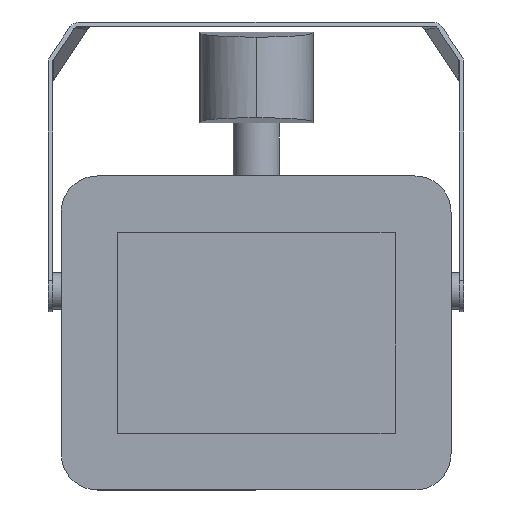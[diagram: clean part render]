
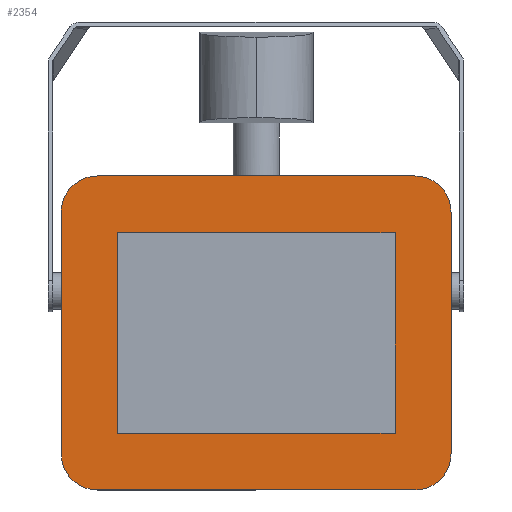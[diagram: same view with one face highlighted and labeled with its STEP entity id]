
A CAD part, top view. The second image highlights one B-rep face of the part: STEP entity #2354.
In plain terms, the highlighted planar face has unit normal (0, 0, 1).
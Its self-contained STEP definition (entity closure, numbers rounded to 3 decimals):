
#50 = DIRECTION ( 'NONE',  ( 0., 0., 1. ) ) ;
#52 = DIRECTION ( 'NONE',  ( 0., 1., 0. ) ) ;
#65 = DIRECTION ( 'NONE',  ( 1., 0., 0. ) ) ;
#98 = DIRECTION ( 'NONE',  ( 1., 0., 0. ) ) ;
#195 = ORIENTED_EDGE ( 'NONE', *, *, #1286, .T. ) ;
#215 = LINE ( 'NONE', #470, #2005 ) ;
#240 = CIRCLE ( 'NONE', #3048, 14. ) ;
#259 = VECTOR ( 'NONE', #3296, 1000. ) ;
#287 = LINE ( 'NONE', #1851, #2669 ) ;
#295 = CIRCLE ( 'NONE', #1262, 14. ) ;
#296 = VECTOR ( 'NONE', #52, 1000. ) ;
#322 = VERTEX_POINT ( 'NONE', #1953 ) ;
#357 = DIRECTION ( 'NONE',  ( 0., 0., 1. ) ) ;
#383 = DIRECTION ( 'NONE',  ( 0., 1., 0. ) ) ;
#432 = LINE ( 'NONE', #1096, #959 ) ;
#467 = CARTESIAN_POINT ( 'NONE',  ( -75.5, -60.8, 0. ) ) ;
#470 = CARTESIAN_POINT ( 'NONE',  ( 75.5, -60.8, 0. ) ) ;
#509 = VERTEX_POINT ( 'NONE', #2366 ) ;
#540 = EDGE_CURVE ( 'NONE', #3067, #2585, #2353, .T. ) ;
#543 = CARTESIAN_POINT ( 'NONE',  ( 61.5, 46.8, 0. ) ) ;
#597 = VECTOR ( 'NONE', #65, 1000. ) ;
#602 = ORIENTED_EDGE ( 'NONE', *, *, #540, .T. ) ;
#650 = ORIENTED_EDGE ( 'NONE', *, *, #1234, .T. ) ;
#656 = AXIS2_PLACEMENT_3D ( 'NONE', #3235, #2706, #1400 ) ;
#667 = CARTESIAN_POINT ( 'NONE',  ( 75.5, 46.8, 0. ) ) ;
#672 = FACE_OUTER_BOUND ( 'NONE', #1455, .T. ) ;
#676 = CARTESIAN_POINT ( 'NONE',  ( 53.8, -38.8, 0. ) ) ;
#703 = CARTESIAN_POINT ( 'NONE',  ( -75.5, -46.8, 0. ) ) ;
#709 = EDGE_CURVE ( 'NONE', #509, #1780, #1000, .T. ) ;
#750 = PLANE ( 'NONE',  #1767 ) ;
#845 = DIRECTION ( 'NONE',  ( 1., 0., 0. ) ) ;
#959 = VECTOR ( 'NONE', #383, 1000. ) ;
#963 = FACE_BOUND ( 'NONE', #2237, .T. ) ;
#986 = DIRECTION ( 'NONE',  ( 0., 0., 1. ) ) ;
#991 = DIRECTION ( 'NONE',  ( 1., 0., 0. ) ) ;
#1000 = LINE ( 'NONE', #467, #259 ) ;
#1036 = ORIENTED_EDGE ( 'NONE', *, *, #709, .T. ) ;
#1054 = EDGE_CURVE ( 'NONE', #1654, #2555, #1821, .T. ) ;
#1069 = ORIENTED_EDGE ( 'NONE', *, *, #2702, .F. ) ;
#1096 = CARTESIAN_POINT ( 'NONE',  ( -53.8, -38.8, 0. ) ) ;
#1124 = DIRECTION ( 'NONE',  ( 1., 0., 0. ) ) ;
#1212 = CARTESIAN_POINT ( 'NONE',  ( -53.8, -38.8, 0. ) ) ;
#1233 = DIRECTION ( 'NONE',  ( 1., 0., 0. ) ) ;
#1234 = EDGE_CURVE ( 'NONE', #1838, #322, #287, .T. ) ;
#1262 = AXIS2_PLACEMENT_3D ( 'NONE', #1349, #1611, #98 ) ;
#1286 = EDGE_CURVE ( 'NONE', #2909, #509, #240, .T. ) ;
#1342 = ORIENTED_EDGE ( 'NONE', *, *, #1054, .F. ) ;
#1345 = EDGE_CURVE ( 'NONE', #1780, #1801, #2392, .T. ) ;
#1349 = CARTESIAN_POINT ( 'NONE',  ( 61.5, -46.8, 0. ) ) ;
#1359 = VECTOR ( 'NONE', #1485, 1000. ) ;
#1400 = DIRECTION ( 'NONE',  ( 1., 0., 0. ) ) ;
#1455 = EDGE_LOOP ( 'NONE', ( #2695, #602, #1673, #195, #1036, #3298, #1601, #1825 ) ) ;
#1471 = VERTEX_POINT ( 'NONE', #2889 ) ;
#1485 = DIRECTION ( 'NONE',  ( -1., 0., 0. ) ) ;
#1492 = CARTESIAN_POINT ( 'NONE',  ( -53.8, 38.8, 0. ) ) ;
#1566 = EDGE_CURVE ( 'NONE', #2488, #3067, #1890, .T. ) ;
#1586 = CARTESIAN_POINT ( 'NONE',  ( 61.5, 60.8, 0. ) ) ;
#1597 = DIRECTION ( 'NONE',  ( 1., 0., 0. ) ) ;
#1601 = ORIENTED_EDGE ( 'NONE', *, *, #2752, .T. ) ;
#1611 = DIRECTION ( 'NONE',  ( 0., 0., 1. ) ) ;
#1629 = VECTOR ( 'NONE', #3022, 1000. ) ;
#1654 = VERTEX_POINT ( 'NONE', #1212 ) ;
#1666 = CARTESIAN_POINT ( 'NONE',  ( 75.5, -60.8, 0. ) ) ;
#1673 = ORIENTED_EDGE ( 'NONE', *, *, #2945, .T. ) ;
#1754 = ORIENTED_EDGE ( 'NONE', *, *, #2954, .T. ) ;
#1767 = AXIS2_PLACEMENT_3D ( 'NONE', #1802, #986, #1233 ) ;
#1780 = VERTEX_POINT ( 'NONE', #703 ) ;
#1801 = VERTEX_POINT ( 'NONE', #2733 ) ;
#1802 = CARTESIAN_POINT ( 'NONE',  ( 0., 0., 0. ) ) ;
#1821 = LINE ( 'NONE', #1901, #597 ) ;
#1825 = ORIENTED_EDGE ( 'NONE', *, *, #1992, .T. ) ;
#1838 = VERTEX_POINT ( 'NONE', #1492 ) ;
#1851 = CARTESIAN_POINT ( 'NONE',  ( -53.8, 38.8, 0. ) ) ;
#1865 = AXIS2_PLACEMENT_3D ( 'NONE', #543, #357, #1597 ) ;
#1890 = LINE ( 'NONE', #1666, #296 ) ;
#1901 = CARTESIAN_POINT ( 'NONE',  ( -53.8, -38.8, 0. ) ) ;
#1953 = CARTESIAN_POINT ( 'NONE',  ( 53.8, 38.8, 0. ) ) ;
#1992 = EDGE_CURVE ( 'NONE', #1471, #2488, #295, .T. ) ;
#2005 = VECTOR ( 'NONE', #991, 1000. ) ;
#2006 = LINE ( 'NONE', #3054, #1629 ) ;
#2234 = LINE ( 'NONE', #2249, #1359 ) ;
#2237 = EDGE_LOOP ( 'NONE', ( #1342, #1754, #650, #1069 ) ) ;
#2249 = CARTESIAN_POINT ( 'NONE',  ( 75.5, 60.8, 0. ) ) ;
#2353 = CIRCLE ( 'NONE', #1865, 14. ) ;
#2354 = ADVANCED_FACE ( 'NONE', ( #672, #963 ), #750, .T. ) ;
#2366 = CARTESIAN_POINT ( 'NONE',  ( -75.5, 46.8, 0. ) ) ;
#2387 = CARTESIAN_POINT ( 'NONE',  ( -61.5, 60.8, 0. ) ) ;
#2392 = CIRCLE ( 'NONE', #656, 14. ) ;
#2488 = VERTEX_POINT ( 'NONE', #3109 ) ;
#2555 = VERTEX_POINT ( 'NONE', #676 ) ;
#2585 = VERTEX_POINT ( 'NONE', #1586 ) ;
#2669 = VECTOR ( 'NONE', #1124, 1000. ) ;
#2695 = ORIENTED_EDGE ( 'NONE', *, *, #1566, .T. ) ;
#2702 = EDGE_CURVE ( 'NONE', #2555, #322, #2006, .T. ) ;
#2706 = DIRECTION ( 'NONE',  ( 0., 0., 1. ) ) ;
#2733 = CARTESIAN_POINT ( 'NONE',  ( -61.5, -60.8, 0. ) ) ;
#2752 = EDGE_CURVE ( 'NONE', #1801, #1471, #215, .T. ) ;
#2889 = CARTESIAN_POINT ( 'NONE',  ( 61.5, -60.8, 0. ) ) ;
#2909 = VERTEX_POINT ( 'NONE', #2387 ) ;
#2945 = EDGE_CURVE ( 'NONE', #2585, #2909, #2234, .T. ) ;
#2954 = EDGE_CURVE ( 'NONE', #1654, #1838, #432, .T. ) ;
#3022 = DIRECTION ( 'NONE',  ( 0., 1., 0. ) ) ;
#3048 = AXIS2_PLACEMENT_3D ( 'NONE', #3141, #50, #845 ) ;
#3054 = CARTESIAN_POINT ( 'NONE',  ( 53.8, -38.8, 0. ) ) ;
#3067 = VERTEX_POINT ( 'NONE', #667 ) ;
#3109 = CARTESIAN_POINT ( 'NONE',  ( 75.5, -46.8, 0. ) ) ;
#3141 = CARTESIAN_POINT ( 'NONE',  ( -61.5, 46.8, 0. ) ) ;
#3235 = CARTESIAN_POINT ( 'NONE',  ( -61.5, -46.8, 0. ) ) ;
#3296 = DIRECTION ( 'NONE',  ( 0., -1., 0. ) ) ;
#3298 = ORIENTED_EDGE ( 'NONE', *, *, #1345, .T. ) ;
